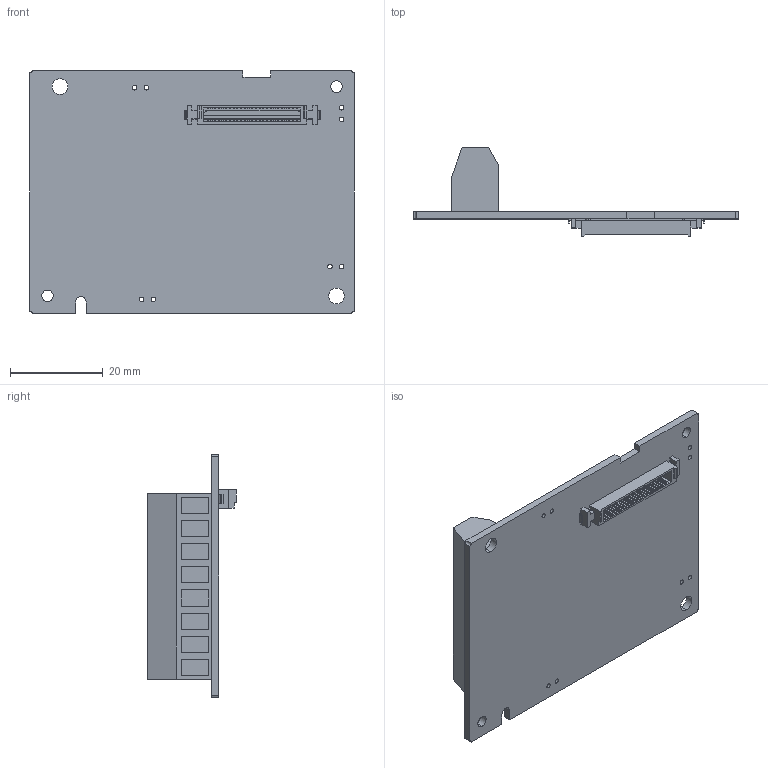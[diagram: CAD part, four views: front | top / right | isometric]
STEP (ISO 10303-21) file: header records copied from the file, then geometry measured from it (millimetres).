
FILE_DESCRIPTION (( 'STEP AP214' ), '1' );
FILE_NAME ('GS4-06CDD.STEP', '2017-08-30T22:22:33', ( '' ), ( '' ), 'SwSTEP 2.0', 'SolidWorks 2016', '' );
FILE_SCHEMA (( 'AUTOMOTIVE_DESIGN' ));
Length unit declared in the file: inch
Products named in the file (1): GS4-06CDD
Bounding box: 70 x 19.15 x 52.5 mm (x, y, z)
Volume: 10701.3 mm3; surface area: 10824.8 mm2
Topology: 3 solids, 3 shells, 653 faces, 1748 edges, 1164 vertices
Faces by surface type: plane 588, cylinder 61, torus 4
Entity records: 28685 total; most frequent: CARTESIAN_POINT 3566, ORIENTED_EDGE 3496, DIRECTION 3192, EDGE_CURVE 1748, LINE 1612, VECTOR 1612, VERTEX_POINT 1164, AXIS2_PLACEMENT_3D 790
